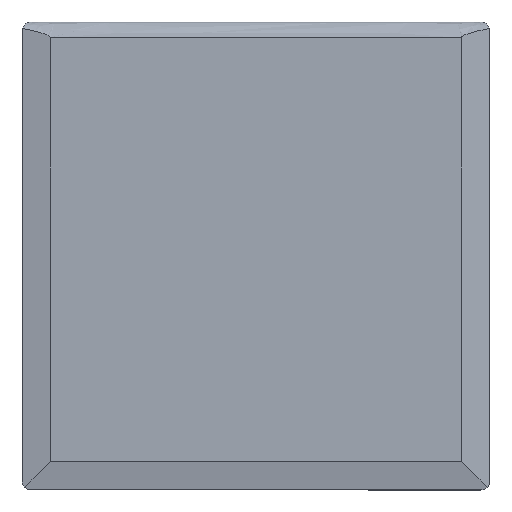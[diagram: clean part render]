
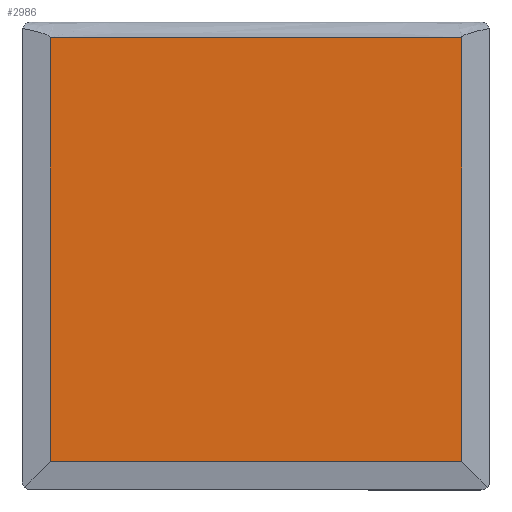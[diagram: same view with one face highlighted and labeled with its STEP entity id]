
A CAD part, top view. The second image highlights one B-rep face of the part: STEP entity #2986.
In plain terms, the highlighted planar face has unit normal (0, 0, 1).
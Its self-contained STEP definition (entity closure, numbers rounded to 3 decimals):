
#219 = CARTESIAN_POINT ( 'NONE',  ( 21.667, 69., 0. ) ) ;
#251 = LINE ( 'NONE', #1203, #980 ) ;
#315 = VECTOR ( 'NONE', #2967, 1000. ) ;
#441 = LINE ( 'NONE', #3594, #2795 ) ;
#682 = ORIENTED_EDGE ( 'NONE', *, *, #3198, .T. ) ;
#828 = CARTESIAN_POINT ( 'NONE',  ( 65., 69., 0. ) ) ;
#877 = ORIENTED_EDGE ( 'NONE', *, *, #2832, .T. ) ;
#952 = CARTESIAN_POINT ( 'NONE',  ( -71., -71., 0. ) ) ;
#980 = VECTOR ( 'NONE', #3697, 1000. ) ;
#1089 = CARTESIAN_POINT ( 'NONE',  ( -65., -71., 0. ) ) ;
#1141 = CARTESIAN_POINT ( 'NONE',  ( 65., 69., 0. ) ) ;
#1203 = CARTESIAN_POINT ( 'NONE',  ( 65., 71., 0. ) ) ;
#1414 = VERTEX_POINT ( 'NONE', #2656 ) ;
#1482 = CARTESIAN_POINT ( 'NONE',  ( -21.667, 69., 0. ) ) ;
#1549 = DIRECTION ( 'NONE',  ( -1., 0., 0. ) ) ;
#1694 = DIRECTION ( 'NONE',  ( 1., 0., 0. ) ) ;
#1813 = EDGE_CURVE ( 'NONE', #3775, #3402, #3683, .T. ) ;
#1848 = DIRECTION ( 'NONE',  ( 0., 0., -1. ) ) ;
#1896 = CARTESIAN_POINT ( 'NONE',  ( -65., -65., 0. ) ) ;
#2005 = ORIENTED_EDGE ( 'NONE', *, *, #2151, .T. ) ;
#2151 = EDGE_CURVE ( 'NONE', #1414, #3961, #251, .T. ) ;
#2408 = EDGE_LOOP ( 'NONE', ( #2005, #682, #4079, #877 ) ) ;
#2656 = CARTESIAN_POINT ( 'NONE',  ( 65., -65., 0. ) ) ;
#2795 = VECTOR ( 'NONE', #1694, 1000. ) ;
#2832 = EDGE_CURVE ( 'NONE', #3402, #1414, #441, .T. ) ;
#2956 = CARTESIAN_POINT ( 'NONE',  ( -65., 69., 0. ) ) ;
#2967 = DIRECTION ( 'NONE',  ( 0., -1., 0. ) ) ;
#2986 = ADVANCED_FACE ( 'NONE', ( #4083 ), #3430, .F. ) ;
#3134 = B_SPLINE_CURVE_WITH_KNOTS ( 'NONE', 3,
 ( #828, #219, #1482, #3913 ),
 .UNSPECIFIED., .F., .F.,
 ( 4, 4 ),
 ( 0., 1. ),
 .UNSPECIFIED. ) ;
#3198 = EDGE_CURVE ( 'NONE', #3961, #3775, #3134, .T. ) ;
#3402 = VERTEX_POINT ( 'NONE', #1896 ) ;
#3430 = PLANE ( 'NONE',  #3451 ) ;
#3451 = AXIS2_PLACEMENT_3D ( 'NONE', #952, #1848, #1549 ) ;
#3594 = CARTESIAN_POINT ( 'NONE',  ( 71., -65., 0. ) ) ;
#3683 = LINE ( 'NONE', #1089, #315 ) ;
#3697 = DIRECTION ( 'NONE',  ( 0., 1., 0. ) ) ;
#3775 = VERTEX_POINT ( 'NONE', #2956 ) ;
#3913 = CARTESIAN_POINT ( 'NONE',  ( -65., 69., 0. ) ) ;
#3961 = VERTEX_POINT ( 'NONE', #1141 ) ;
#4079 = ORIENTED_EDGE ( 'NONE', *, *, #1813, .T. ) ;
#4083 = FACE_OUTER_BOUND ( 'NONE', #2408, .T. ) ;
